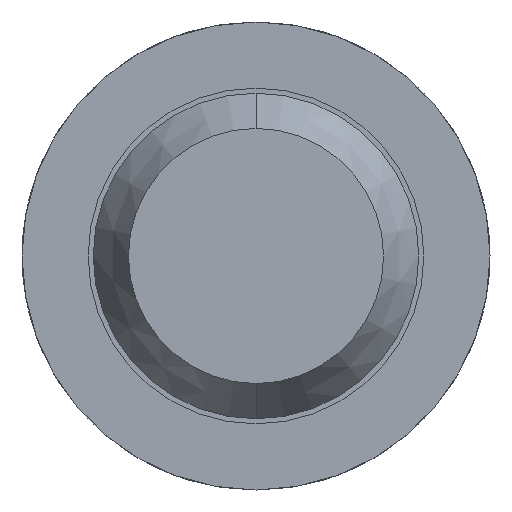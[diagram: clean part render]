
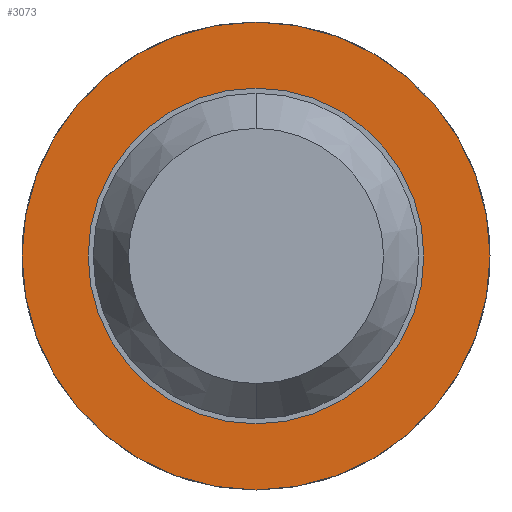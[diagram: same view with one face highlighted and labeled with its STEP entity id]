
A CAD part, front view. The second image highlights one B-rep face of the part: STEP entity #3073.
In plain terms, the highlighted planar face has unit normal (0, -1, 0).
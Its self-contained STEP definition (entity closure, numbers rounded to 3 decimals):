
#27 = ORIENTED_EDGE ( 'NONE', *, *, #3338, .T. ) ;
#274 = FACE_BOUND ( 'NONE', #2354, .T. ) ;
#296 = DIRECTION ( 'NONE',  ( 0., 1., 0. ) ) ;
#383 = EDGE_LOOP ( 'NONE', ( #3360, #748 ) ) ;
#634 = PLANE ( 'NONE',  #2721 ) ;
#681 = EDGE_CURVE ( 'Defeature ausgef�hrt3_7+Defeature ausgef�hrt3_6+Defeature ausgef�hrt3_6+Defeature ausgef�hrt3_6', #3885, #879, #1379, .T. ) ;
#748 = ORIENTED_EDGE ( 'NONE', *, *, #2672, .F. ) ;
#759 = CARTESIAN_POINT ( 'NONE',  ( 0., -1.7, 0. ) ) ;
#879 = VERTEX_POINT ( 'NONE', #3839 ) ;
#992 = DIRECTION ( 'NONE',  ( 0., 0., 1. ) ) ;
#1054 = CARTESIAN_POINT ( 'NONE',  ( 0., -1.7, 0. ) ) ;
#1158 = AXIS2_PLACEMENT_3D ( 'NONE', #3421, #3773, #4132 ) ;
#1379 = CIRCLE ( 'NONE', #1158, 0.825 ) ;
#1519 = CARTESIAN_POINT ( 'NONE',  ( 0., -1.7, 0. ) ) ;
#1601 = CIRCLE ( 'NONE', #2391, 0.825 ) ;
#1695 = AXIS2_PLACEMENT_3D ( 'NONE', #759, #2890, #4284 ) ;
#1808 = DIRECTION ( 'NONE',  ( 0., 0., 1. ) ) ;
#1876 = DIRECTION ( 'NONE',  ( 0., 1., 0. ) ) ;
#2022 = VERTEX_POINT ( 'NONE', #3248 ) ;
#2354 = EDGE_LOOP ( 'NONE', ( #27, #4324 ) ) ;
#2386 = DIRECTION ( 'NONE',  ( 0., 0., 1. ) ) ;
#2391 = AXIS2_PLACEMENT_3D ( 'NONE', #1519, #1876, #1808 ) ;
#2481 = AXIS2_PLACEMENT_3D ( 'NONE', #1054, #296, #2386 ) ;
#2672 = EDGE_CURVE ( 'Defeature ausgef�hrt3_3+Defeature ausgef�hrt3_7+Defeature ausgef�hrt3_7+Defeature ausgef�hrt3_7', #2022, #3470, #2745, .T. ) ;
#2721 = AXIS2_PLACEMENT_3D ( 'NONE', #3417, #3753, #992 ) ;
#2745 = CIRCLE ( 'NONE', #2481, 1.15 ) ;
#2806 = FACE_OUTER_BOUND ( 'NONE', #383, .T. ) ;
#2890 = DIRECTION ( 'NONE',  ( 0., 1., 0. ) ) ;
#3073 = ADVANCED_FACE ( 'Defeature ausgef�hrt3_7', ( #2806, #274 ), #634, .F. ) ;
#3248 = CARTESIAN_POINT ( 'NONE',  ( 0., -1.7, -1.15 ) ) ;
#3254 = EDGE_CURVE ( 'Defeature ausgef�hrt3_3+Defeature ausgef�hrt3_7+Defeature ausgef�hrt3_7+Defeature ausgef�hrt3_7', #3470, #2022, #4379, .T. ) ;
#3338 = EDGE_CURVE ( 'Defeature ausgef�hrt3_7+Defeature ausgef�hrt3_6+Defeature ausgef�hrt3_6+Defeature ausgef�hrt3_6', #879, #3885, #1601, .T. ) ;
#3360 = ORIENTED_EDGE ( 'NONE', *, *, #3254, .F. ) ;
#3417 = CARTESIAN_POINT ( 'NONE',  ( 0.825, -1.7, 0. ) ) ;
#3421 = CARTESIAN_POINT ( 'NONE',  ( 0., -1.7, 0. ) ) ;
#3470 = VERTEX_POINT ( 'NONE', #3786 ) ;
#3691 = CARTESIAN_POINT ( 'NONE',  ( 0., -1.7, -0.825 ) ) ;
#3753 = DIRECTION ( 'NONE',  ( 0., 1., 0. ) ) ;
#3773 = DIRECTION ( 'NONE',  ( 0., 1., 0. ) ) ;
#3786 = CARTESIAN_POINT ( 'NONE',  ( 0., -1.7, 1.15 ) ) ;
#3839 = CARTESIAN_POINT ( 'NONE',  ( 0., -1.7, 0.825 ) ) ;
#3885 = VERTEX_POINT ( 'NONE', #3691 ) ;
#4132 = DIRECTION ( 'NONE',  ( 0., 0., 1. ) ) ;
#4284 = DIRECTION ( 'NONE',  ( 0., 0., 1. ) ) ;
#4324 = ORIENTED_EDGE ( 'NONE', *, *, #681, .T. ) ;
#4379 = CIRCLE ( 'NONE', #1695, 1.15 ) ;
